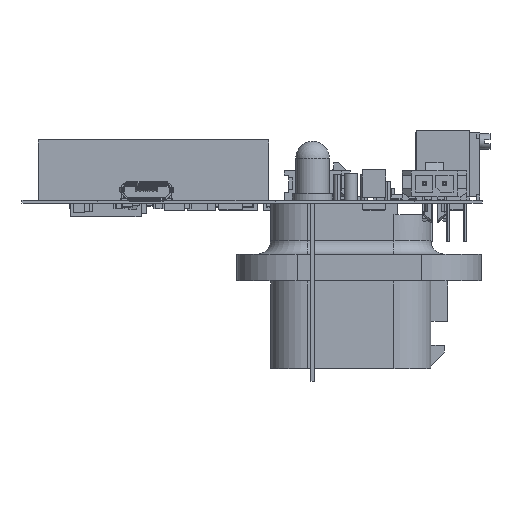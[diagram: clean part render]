
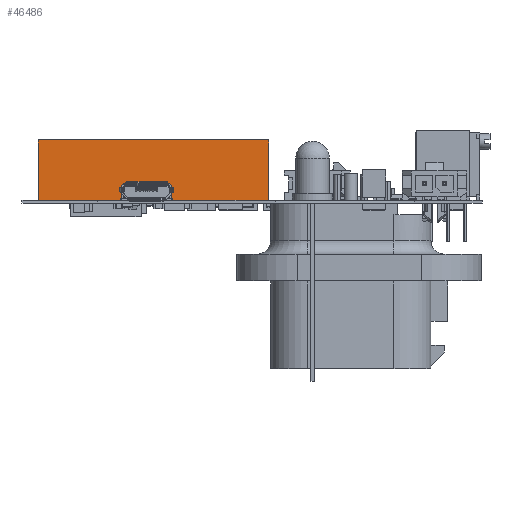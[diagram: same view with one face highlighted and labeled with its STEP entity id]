
A CAD part, left-side view. The second image highlights one B-rep face of the part: STEP entity #46486.
In plain terms, the highlighted planar face has unit normal (-1, 0, 0).
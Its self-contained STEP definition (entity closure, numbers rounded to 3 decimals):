
#46486 = ADVANCED_FACE('',(#46487),#46521,.F.);
#46487 = FACE_BOUND('',#46488,.F.);
#46488 = EDGE_LOOP('',(#46489,#46499,#46507,#46515));
#46489 = ORIENTED_EDGE('',*,*,#46490,.T.);
#46490 = EDGE_CURVE('',#46491,#46493,#46495,.T.);
#46491 = VERTEX_POINT('',#46492);
#46492 = CARTESIAN_POINT('',(-11.4,17.15,0.));
#46493 = VERTEX_POINT('',#46494);
#46494 = CARTESIAN_POINT('',(-11.4,17.15,9.));
#46495 = LINE('',#46496,#46497);
#46496 = CARTESIAN_POINT('',(-11.4,17.15,0.));
#46497 = VECTOR('',#46498,1.);
#46498 = DIRECTION('',(0.,0.,1.));
#46499 = ORIENTED_EDGE('',*,*,#46500,.T.);
#46500 = EDGE_CURVE('',#46493,#46501,#46503,.T.);
#46501 = VERTEX_POINT('',#46502);
#46502 = CARTESIAN_POINT('',(-11.4,-17.15,9.));
#46503 = LINE('',#46504,#46505);
#46504 = CARTESIAN_POINT('',(-11.4,17.15,9.));
#46505 = VECTOR('',#46506,1.);
#46506 = DIRECTION('',(0.,-1.,0.));
#46507 = ORIENTED_EDGE('',*,*,#46508,.F.);
#46508 = EDGE_CURVE('',#46509,#46501,#46511,.T.);
#46509 = VERTEX_POINT('',#46510);
#46510 = CARTESIAN_POINT('',(-11.4,-17.15,0.));
#46511 = LINE('',#46512,#46513);
#46512 = CARTESIAN_POINT('',(-11.4,-17.15,0.));
#46513 = VECTOR('',#46514,1.);
#46514 = DIRECTION('',(0.,0.,1.));
#46515 = ORIENTED_EDGE('',*,*,#46516,.F.);
#46516 = EDGE_CURVE('',#46491,#46509,#46517,.T.);
#46517 = LINE('',#46518,#46519);
#46518 = CARTESIAN_POINT('',(-11.4,17.15,0.));
#46519 = VECTOR('',#46520,1.);
#46520 = DIRECTION('',(0.,-1.,0.));
#46521 = PLANE('',#46522);
#46522 = AXIS2_PLACEMENT_3D('',#46523,#46524,#46525);
#46523 = CARTESIAN_POINT('',(-11.4,17.15,0.));
#46524 = DIRECTION('',(1.,0.,0.));
#46525 = DIRECTION('',(0.,-1.,0.));
